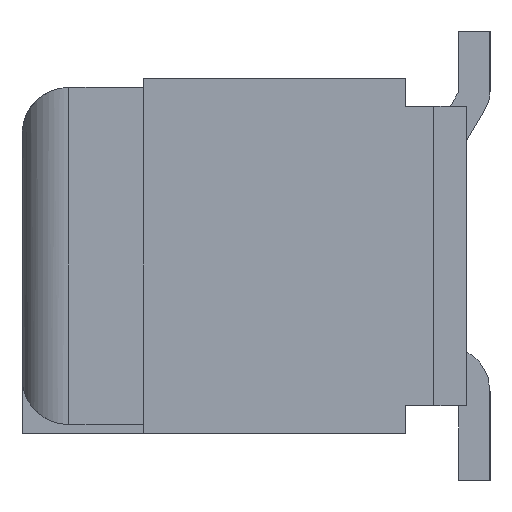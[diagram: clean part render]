
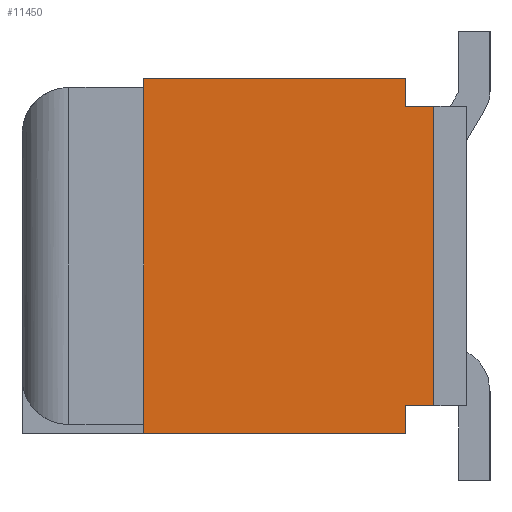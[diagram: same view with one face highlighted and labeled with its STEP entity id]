
A CAD part, left-side view. The second image highlights one B-rep face of the part: STEP entity #11450.
In plain terms, the highlighted planar face has unit normal (-1, 0, 0).
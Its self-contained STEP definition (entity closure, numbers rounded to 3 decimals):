
#7448=EDGE_CURVE('',#8774,#17730,#22151,.T.);
#8660=EDGE_CURVE('',#19444,#10024,#23464,.T.);
#8774=VERTEX_POINT('',#23590);
#8942=EDGE_CURVE('',#17788,#13650,#23771,.T.);
#10024=VERTEX_POINT('',#24952);
#10146=VERTEX_POINT('',#25086);
#11450=ADVANCED_FACE('',(#26488),#26489,.F.);
#12318=EDGE_CURVE('',#14812,#20958,#27431,.T.);
#13564=EDGE_CURVE('',#13650,#19444,#28818,.T.);
#13650=VERTEX_POINT('',#28906);
#13874=EDGE_CURVE('',#17730,#10146,#29147,.T.);
#14812=VERTEX_POINT('',#30153);
#15274=VERTEX_POINT('',#30657);
#16158=EDGE_CURVE('',#17788,#15274,#31612,.T.);
#17270=EDGE_CURVE('',#10024,#14812,#32834,.T.);
#17274=EDGE_CURVE('',#10146,#15274,#32838,.T.);
#17730=VERTEX_POINT('',#33330);
#17788=VERTEX_POINT('',#33390);
#19444=VERTEX_POINT('',#35183);
#20958=VERTEX_POINT('',#36831);
#21334=EDGE_CURVE('',#8774,#20958,#37244,.T.);
#22151=LINE('',#38185,#38186);
#23464=LINE('',#40096,#40097);
#23590=CARTESIAN_POINT('',(-17.5,3.7,1.9));
#23771=LINE('',#40563,#40564);
#24952=CARTESIAN_POINT('',(-17.5,0.6,1.6));
#25086=CARTESIAN_POINT('',(-17.5,3.7,-1.8));
#26488=FACE_OUTER_BOUND('',#44489,.T.);
#26489=PLANE('',#44490);
#27431=LINE('',#45880,#45881);
#28818=LINE('',#47880,#47881);
#28906=CARTESIAN_POINT('',(-17.5,0.9,-1.6));
#29147=LINE('',#48381,#48382);
#30153=CARTESIAN_POINT('',(-17.5,0.9,1.6));
#30657=CARTESIAN_POINT('',(-17.5,3.7,-1.9));
#31612=LINE('',#52006,#52007);
#32834=LINE('',#53766,#53767);
#32838=LINE('',#53774,#53775);
#33330=CARTESIAN_POINT('',(-17.5,3.7,1.8));
#33390=CARTESIAN_POINT('',(-17.5,0.9,-1.9));
#35183=CARTESIAN_POINT('',(-17.5,0.6,-1.6));
#36831=CARTESIAN_POINT('',(-17.5,0.9,1.9));
#37244=LINE('',#60238,#60239);
#38185=CARTESIAN_POINT('',(-17.5,3.7,0.0));
#38186=VECTOR('',#61395,1.0);
#40096=CARTESIAN_POINT('',(-17.5,0.6,0.0));
#40097=VECTOR('',#62581,1.0);
#40563=CARTESIAN_POINT('',(-17.5,0.9,-0.875));
#40564=VECTOR('',#63028,1.0);
#44489=EDGE_LOOP('',(#65784,#65785,#65786,#65787,#65788,#65789,#65790,#65791,#65792,#65793));
#44490=AXIS2_PLACEMENT_3D('',#65794,#65795,#65796);
#45880=CARTESIAN_POINT('',(-17.5,0.9,0.875));
#45881=VECTOR('',#66637,1.0);
#47880=CARTESIAN_POINT('',(-17.5,1.213,-1.6));
#47881=VECTOR('',#68345,1.0);
#48381=CARTESIAN_POINT('',(-17.5,3.7,0.0));
#48382=VECTOR('',#68589,1.0);
#52006=CARTESIAN_POINT('',(-17.5,1.975,-1.9));
#52007=VECTOR('',#70857,1.0);
#53766=CARTESIAN_POINT('',(-17.5,1.213,1.6));
#53767=VECTOR('',#72161,1.0);
#53774=CARTESIAN_POINT('',(-17.5,3.7,0.0));
#53775=VECTOR('',#72163,1.0);
#60238=CARTESIAN_POINT('',(-17.5,1.975,1.9));
#60239=VECTOR('',#76444,1.0);
#61395=DIRECTION('',(0.0,0.0,-1.0));
#62581=DIRECTION('',(-0.0,0.0,1.0));
#63028=DIRECTION('',(-0.0,0.0,1.0));
#65784=ORIENTED_EDGE('',*,*,#13564,.T.);
#65785=ORIENTED_EDGE('',*,*,#8660,.T.);
#65786=ORIENTED_EDGE('',*,*,#17270,.T.);
#65787=ORIENTED_EDGE('',*,*,#12318,.T.);
#65788=ORIENTED_EDGE('',*,*,#21334,.F.);
#65789=ORIENTED_EDGE('',*,*,#7448,.T.);
#65790=ORIENTED_EDGE('',*,*,#13874,.T.);
#65791=ORIENTED_EDGE('',*,*,#17274,.T.);
#65792=ORIENTED_EDGE('',*,*,#16158,.F.);
#65793=ORIENTED_EDGE('',*,*,#8942,.T.);
#65794=CARTESIAN_POINT('',(-17.5,1.975,0.0));
#65795=DIRECTION('',(1.0,0.0,0.0));
#65796=DIRECTION('',(0.0,0.0,-1.0));
#66637=DIRECTION('',(-0.0,0.0,1.0));
#68345=DIRECTION('',(0.0,-1.0,0.0));
#68589=DIRECTION('',(0.0,0.0,-1.0));
#70857=DIRECTION('',(0.0,1.0,0.0));
#72161=DIRECTION('',(0.0,1.0,0.0));
#72163=DIRECTION('',(0.0,0.0,-1.0));
#76444=DIRECTION('',(0.0,-1.0,0.0));
